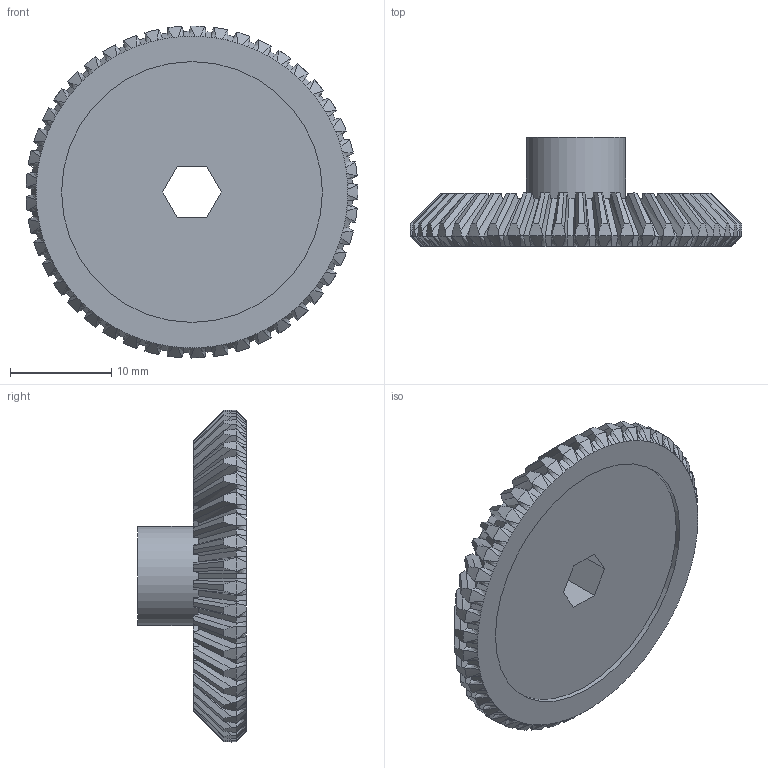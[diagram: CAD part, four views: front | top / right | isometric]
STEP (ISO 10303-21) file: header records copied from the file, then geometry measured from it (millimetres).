
FILE_DESCRIPTION(/* description */ ('STEP AP242','CAx-IF Rec.Pracs.---Representation and Presentation of Product Manufacturing Information (PMI)---4.0---2014-10-13','CAx-IF Rec.Pracs.---3D Tessellated Geometry---0.4---2014-09-14','2;1'),/* implementation_level */ '2;1');
FILE_NAME(/* name */ '668c89ed1ccbe10d719d83bc',/* time_stamp */ '2024-07-09T00:53:02Z',/* author */ (''),/* organization */ (''),/* preprocessor_version */ 'ST-DEVELOPER v20',/* originating_system */ ' ',/* authorisation */ ' ');
FILE_SCHEMA (('AP242_MANAGED_MODEL_BASED_3D_ENGINEERING_MIM_LF { 1 0 10303 442 1 1 4 }'));
Length unit declared in the file: metre
Products named in the file (1): Hero Bevel
Bounding box: 32.72 x 10.74 x 32.73 mm (x, y, z)
Volume: 3355.8 mm3; surface area: 2681.1 mm2
Topology: 1 solids, 1 shells, 597 faces, 1599 edges, 1006 vertices
Faces by surface type: bspline 315, plane 190, cylinder 92
Full cylindrical faces by diameter (mm): 9.773 x1, 25.709 x1
Entity records: 20398 total; most frequent: CARTESIAN_POINT 6711, ORIENTED_EDGE 3194, DIRECTION 2302, EDGE_CURVE 1597, VERTEX_POINT 1006, LINE 828, VECTOR 828, AXIS2_PLACEMENT_3D 737
